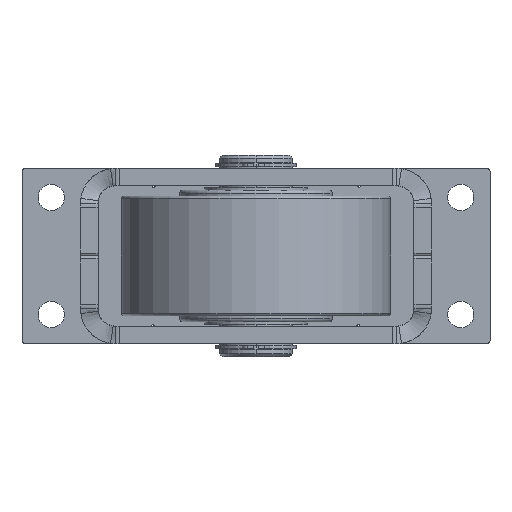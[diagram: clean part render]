
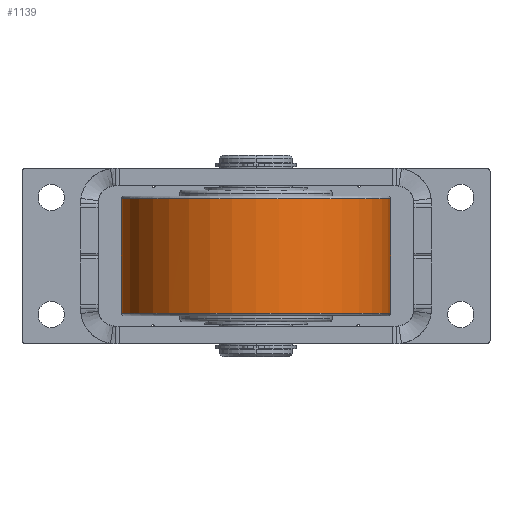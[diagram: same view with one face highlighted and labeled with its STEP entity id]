
A CAD part, front view. The second image highlights one B-rep face of the part: STEP entity #1139.
In plain terms, the highlighted cylindrical face has radius 46 mm (diameter 92 mm), a partial arc.
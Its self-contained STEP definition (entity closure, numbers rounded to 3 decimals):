
#1139=ADVANCED_FACE('',(#2379),#2380,.T.);
#2379=FACE_OUTER_BOUND('',#4308,.T.);
#2380=CYLINDRICAL_SURFACE('',#4309,46.0);
#4308=EDGE_LOOP('',(#7900,#7901,#7902,#7903,#7904,#7905));
#4309=AXIS2_PLACEMENT_3D('',#7906,#7907,#7908);
#7900=ORIENTED_EDGE('',*,*,#9917,.T.);
#7901=ORIENTED_EDGE('',*,*,#9652,.F.);
#7902=ORIENTED_EDGE('',*,*,#9918,.F.);
#7903=ORIENTED_EDGE('',*,*,#9919,.F.);
#7904=ORIENTED_EDGE('',*,*,#9915,.T.);
#7905=ORIENTED_EDGE('',*,*,#9669,.T.);
#7906=CARTESIAN_POINT('',(0.0,-58.0,22.55));
#7907=DIRECTION('',(-0.0,0.0,1.0));
#7908=DIRECTION('',(1.0,0.0,0.0));
#9652=EDGE_CURVE('',#11795,#11798,#11799,.T.);
#9669=EDGE_CURVE('',#11823,#11827,#11829,.T.);
#9915=EDGE_CURVE('',#11818,#11823,#12187,.T.);
#9917=EDGE_CURVE('',#11827,#11798,#12189,.T.);
#9918=EDGE_CURVE('',#11807,#11795,#12190,.T.);
#9919=EDGE_CURVE('',#11818,#11807,#12191,.T.);
#11795=VERTEX_POINT('',#14931);
#11798=VERTEX_POINT('',#14934);
#11799=CIRCLE('',#14935,46.0);
#11807=VERTEX_POINT('',#14943);
#11818=VERTEX_POINT('',#14954);
#11823=VERTEX_POINT('',#14959);
#11827=VERTEX_POINT('',#14963);
#11829=CIRCLE('',#14965,46.0);
#12187=CIRCLE('',#15399,46.0);
#12189=LINE('',#15401,#15402);
#12190=CIRCLE('',#15403,46.0);
#12191=LINE('',#15404,#15405);
#14931=CARTESIAN_POINT('',(45.999,-58.218,19.5));
#14934=CARTESIAN_POINT('',(46.0,-58.0,19.5));
#14935=AXIS2_PLACEMENT_3D('',#17221,#17222,#17223);
#14943=CARTESIAN_POINT('',(-46.0,-58.0,19.5));
#14954=CARTESIAN_POINT('',(-46.0,-58.0,-19.5));
#14959=CARTESIAN_POINT('',(46.,-58.148,-19.5));
#14963=CARTESIAN_POINT('',(46.0,-58.0,-19.5));
#14965=AXIS2_PLACEMENT_3D('',#17263,#17264,#17265);
#15399=AXIS2_PLACEMENT_3D('',#17642,#17643,#17644);
#15401=CARTESIAN_POINT('',(46.0,-58.0,-19.5));
#15402=VECTOR('',#17645,39.0);
#15403=AXIS2_PLACEMENT_3D('',#17646,#17647,#17648);
#15404=CARTESIAN_POINT('',(-46.0,-58.0,-19.5));
#15405=VECTOR('',#17649,39.0);
#17221=CARTESIAN_POINT('',(0.0,-58.0,19.5));
#17222=DIRECTION('',(0.0,0.0,1.0));
#17223=DIRECTION('',(-1.0,0.0,0.0));
#17263=CARTESIAN_POINT('',(0.0,-58.0,-19.5));
#17264=DIRECTION('',(0.0,0.0,1.0));
#17265=DIRECTION('',(-1.0,0.0,0.0));
#17642=CARTESIAN_POINT('',(0.0,-58.0,-19.5));
#17643=DIRECTION('',(0.0,0.0,1.0));
#17644=DIRECTION('',(-1.0,0.0,0.0));
#17645=DIRECTION('',(0.0,0.,1.0));
#17646=CARTESIAN_POINT('',(0.0,-58.0,19.5));
#17647=DIRECTION('',(0.0,0.0,1.0));
#17648=DIRECTION('',(-1.0,0.0,0.0));
#17649=DIRECTION('',(0.0,0.,1.0));
